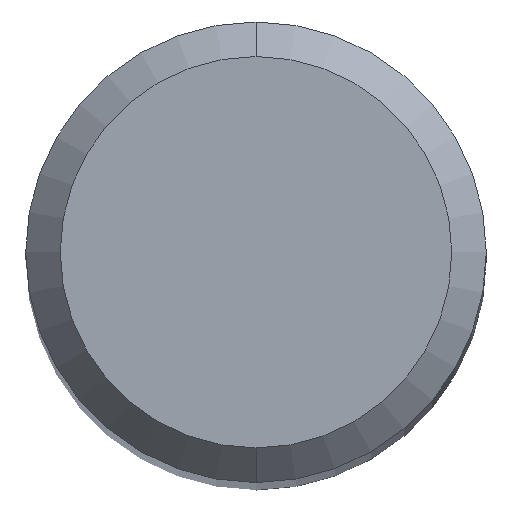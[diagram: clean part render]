
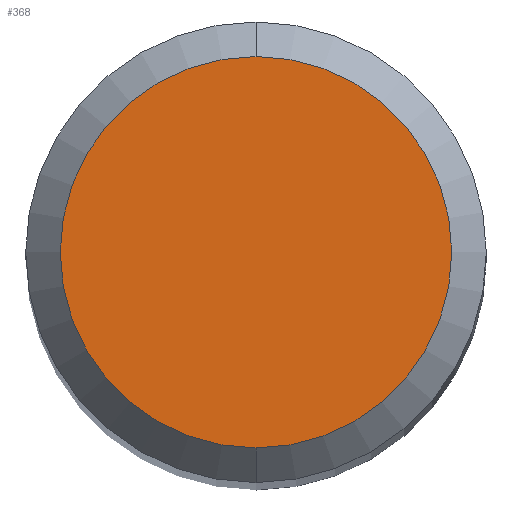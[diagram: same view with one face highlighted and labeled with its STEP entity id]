
A CAD part, top view. The second image highlights one B-rep face of the part: STEP entity #368.
In plain terms, the highlighted planar face has unit normal (0, 0, 1).
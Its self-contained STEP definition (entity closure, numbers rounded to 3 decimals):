
#226=VERTEX_POINT('',#565);
#272=EDGE_CURVE('',#226,#360,#617,.T.);
#360=VERTEX_POINT('',#721);
#368=ADVANCED_FACE('',(#730),#731,.T.);
#468=EDGE_CURVE('',#360,#226,#835,.T.);
#565=CARTESIAN_POINT('',(0.,-1.7,0.0));
#617=CIRCLE('',#1090,1.7);
#721=CARTESIAN_POINT('',(0.0,1.7,0.0));
#730=FACE_OUTER_BOUND('',#1291,.T.);
#731=PLANE('',#1292);
#835=CIRCLE('',#1477,1.7);
#1090=AXIS2_PLACEMENT_3D('',#1668,#1669,#1670);
#1291=EDGE_LOOP('',(#1838,#1839));
#1292=AXIS2_PLACEMENT_3D('',#1840,#1841,#1842);
#1477=AXIS2_PLACEMENT_3D('',#1913,#1914,#1915);
#1668=CARTESIAN_POINT('',(0.0,0.0,0.0));
#1669=DIRECTION('',(0.0,0.0,-1.0));
#1670=DIRECTION('',(0.0,1.0,0.0));
#1838=ORIENTED_EDGE('',*,*,#468,.F.);
#1839=ORIENTED_EDGE('',*,*,#272,.F.);
#1840=CARTESIAN_POINT('',(0.0,0.85,0.0));
#1841=DIRECTION('',(-0.0,0.0,1.0));
#1842=DIRECTION('',(0.0,-1.0,0.0));
#1913=CARTESIAN_POINT('',(0.0,0.0,0.0));
#1914=DIRECTION('',(0.0,0.0,-1.0));
#1915=DIRECTION('',(0.0,1.0,0.0));
